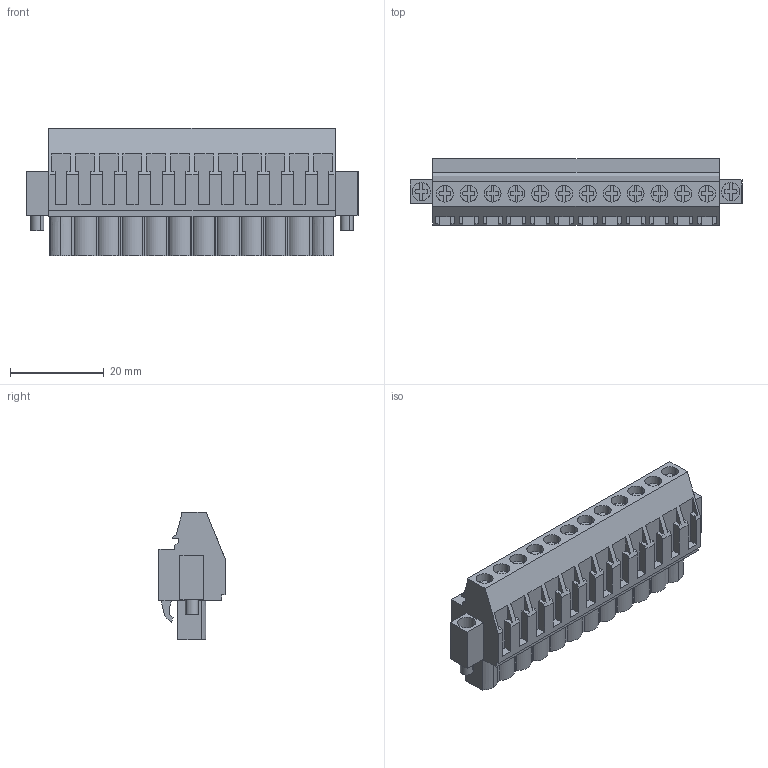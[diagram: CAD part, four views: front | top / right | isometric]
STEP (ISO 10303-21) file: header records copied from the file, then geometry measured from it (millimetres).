
FILE_DESCRIPTION(('CATIA V5 STEP','CAx-IF Rec.Pracs.--- Model Styling and Organization---1.2---2011-12-15'),'2;1');
FILE_NAME ('7246765_2_1949900000_1949900000.stp','2017-09-09T11:00:33+00:00',('none'),('Weidmueller'),'CATIA Version 5-6 Release 2014','CATIA V5 STEP AP214','none');
FILE_SCHEMA(('AUTOMOTIVE_DESIGN { 1 0 10303 214 1 1 1 1 }'));
Length unit declared in the file: millimetre
Products named in the file (1): 1949900000
Bounding box: 70.76 x 14.1 x 27.2 mm (x, y, z)
Volume: 14306 mm3; surface area: 8852.9 mm2
Topology: 15 solids, 15 shells, 850 faces, 2335 edges, 1572 vertices
Faces by surface type: plane 720, cylinder 126, extrusion 4
Entity records: 25561 total; most frequent: CARTESIAN_POINT 4950, ORIENTED_EDGE 4670, DIRECTION 3473, EDGE_CURVE 2335, VECTOR 2023, LINE 2019, VERTEX_POINT 1572, EDGE_LOOP 911
